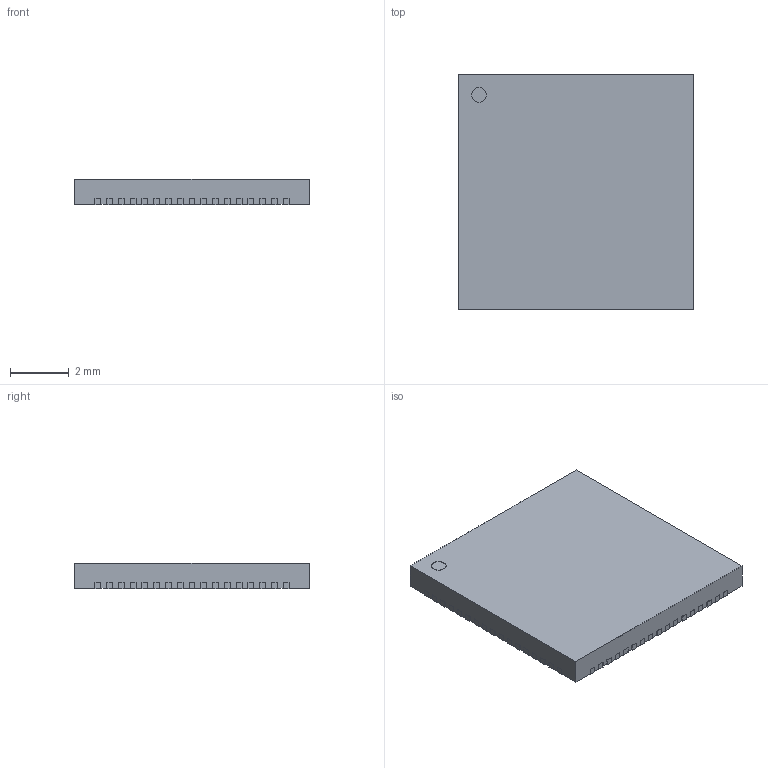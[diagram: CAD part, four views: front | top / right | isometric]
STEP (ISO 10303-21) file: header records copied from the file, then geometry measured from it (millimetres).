
FILE_DESCRIPTION(/* description */ ('model of QFN-68-1EP_8x8mm_P0.4mm_EP5.2x5.2mm'),/* implementation_level */ '2;1');
FILE_NAME(/* name */ 'QFN-68-1EP_8x8mm_P0.4mm_EP5.2x5.2mm.step',/* time_stamp */ '2018-07-04T14:05:14',/* author */ ('kicad StepUp','ksu'),/* organization */ ('FreeCAD'),/* preprocessor_version */ 'OCC',/* originating_system */ 'kicad StepUp',/* authorisation */ '');
FILE_SCHEMA(('AUTOMOTIVE_DESIGN_CC2 { 1 2 10303 214 -1 1 5 4 }'));
Length unit declared in the file: millimetre
Products named in the file (1): QFN_68_1EP_8x8mm_P04mm_EP52x52mm
Bounding box: 8 x 8 x 0.87 mm (x, y, z)
Volume: 54.8 mm3; surface area: 157 mm2
Topology: 1 solids, 1 shells, 422 faces, 1254 edges, 836 vertices
Faces by surface type: plane 353, cylinder 69
Full cylindrical faces by diameter (mm): 0.5 x1
Entity records: 15217 total; most frequent: PCURVE 2372, ORIENTED_EDGE 2366, CARTESIAN_POINT 2337, EDGE_CURVE 1254, SURFACE_CURVE 1185, LINE 1167, VERTEX_POINT 836, AXIS2_PLACEMENT_3D 561
